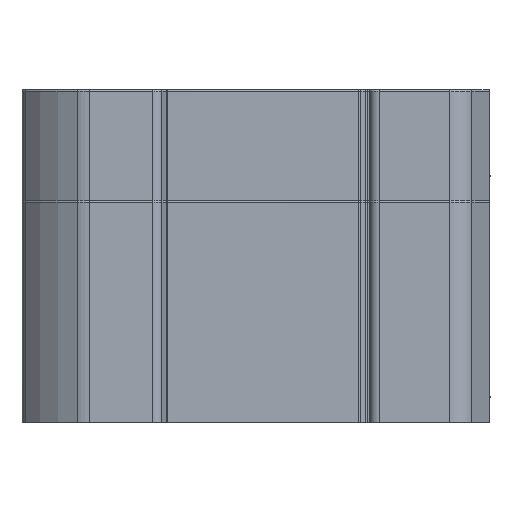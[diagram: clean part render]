
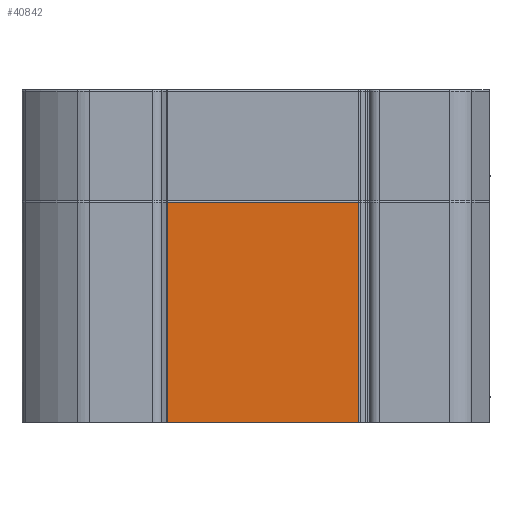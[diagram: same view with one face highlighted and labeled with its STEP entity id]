
A CAD part, front view. The second image highlights one B-rep face of the part: STEP entity #40842.
In plain terms, the highlighted planar face has unit normal (0, -1, 0).
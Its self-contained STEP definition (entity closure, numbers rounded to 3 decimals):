
#2142 = CARTESIAN_POINT ( 'NONE',  ( 13.9, -47.654, 8.5 ) ) ;
#2145 = CARTESIAN_POINT ( 'NONE',  ( -17.526, -47.654, 8.5 ) ) ;
#6435 = EDGE_CURVE ( 'NONE', #28386, #28388, #17580, .T. ) ;
#7905 = PLANE ( 'NONE',  #25205 ) ;
#7906 = CARTESIAN_POINT ( 'NONE',  ( 13.9, -47.654, 8.75 ) ) ;
#7907 = DIRECTION ( 'NONE',  ( 0., 1., 0. ) ) ;
#7908 = DIRECTION ( 'NONE',  ( -1., 0., 0. ) ) ;
#9904 = ORIENTED_EDGE ( 'NONE', *, *, #41096, .F. ) ;
#9905 = ORIENTED_EDGE ( 'NONE', *, *, #41094, .T. ) ;
#9906 = ORIENTED_EDGE ( 'NONE', *, *, #41095, .T. ) ;
#9907 = ORIENTED_EDGE ( 'NONE', *, *, #6435, .T. ) ;
#10287 = EDGE_LOOP ( 'NONE', ( #9904, #9906, #9905, #9907 ) ) ;
#12506 = CARTESIAN_POINT ( 'NONE',  ( 13.9, -47.654, -26.25 ) ) ;
#12507 = DIRECTION ( 'NONE',  ( 1., 0., 0. ) ) ;
#14865 = CARTESIAN_POINT ( 'NONE',  ( -17.526, -47.654, 8.75 ) ) ;
#14866 = DIRECTION ( 'NONE',  ( 0., 0., -1. ) ) ;
#14867 = CARTESIAN_POINT ( 'NONE',  ( 13.9, -47.654, 8.5 ) ) ;
#14868 = DIRECTION ( 'NONE',  ( -1., 0., 0. ) ) ;
#14869 = CARTESIAN_POINT ( 'NONE',  ( 13.9, -47.654, 8.75 ) ) ;
#14870 = DIRECTION ( 'NONE',  ( 0., 0., -1. ) ) ;
#17580 = LINE ( 'NONE', #12506, #40379 ) ;
#25205 = AXIS2_PLACEMENT_3D ( 'NONE', #7906, #7907, #7908 ) ;
#25507 = VECTOR ( 'NONE', #14866, 1000. ) ;
#25508 = VECTOR ( 'NONE', #14868, 1000. ) ;
#25509 = VECTOR ( 'NONE', #14870, 1000. ) ;
#28386 = VERTEX_POINT ( 'NONE', #52959 ) ;
#28388 = VERTEX_POINT ( 'NONE', #52960 ) ;
#37127 = FACE_OUTER_BOUND ( 'NONE', #10287, .T. ) ;
#37357 = LINE ( 'NONE', #14865, #25507 ) ;
#37358 = LINE ( 'NONE', #14867, #25508 ) ;
#37359 = LINE ( 'NONE', #14869, #25509 ) ;
#40379 = VECTOR ( 'NONE', #12507, 1000. ) ;
#40842 = ADVANCED_FACE ( 'NONE', ( #37127 ), #7905, .F. ) ;
#41094 = EDGE_CURVE ( 'NONE', #51340, #28386, #37357, .T. ) ;
#41095 = EDGE_CURVE ( 'NONE', #51334, #51340, #37358, .T. ) ;
#41096 = EDGE_CURVE ( 'NONE', #51334, #28388, #37359, .T. ) ;
#51334 = VERTEX_POINT ( 'NONE', #2142 ) ;
#51340 = VERTEX_POINT ( 'NONE', #2145 ) ;
#52959 = CARTESIAN_POINT ( 'NONE',  ( -17.526, -47.654, -26.25 ) ) ;
#52960 = CARTESIAN_POINT ( 'NONE',  ( 13.9, -47.654, -26.25 ) ) ;
